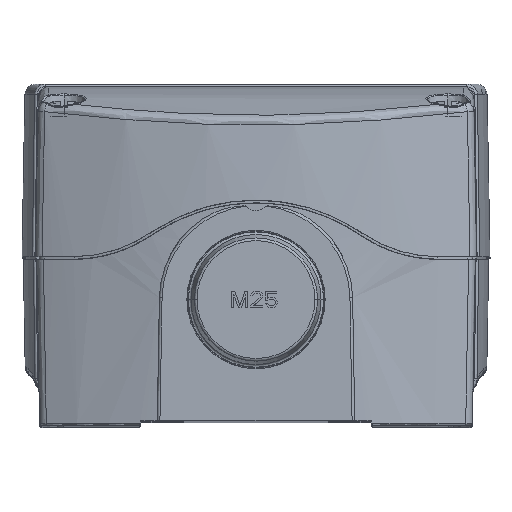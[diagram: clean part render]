
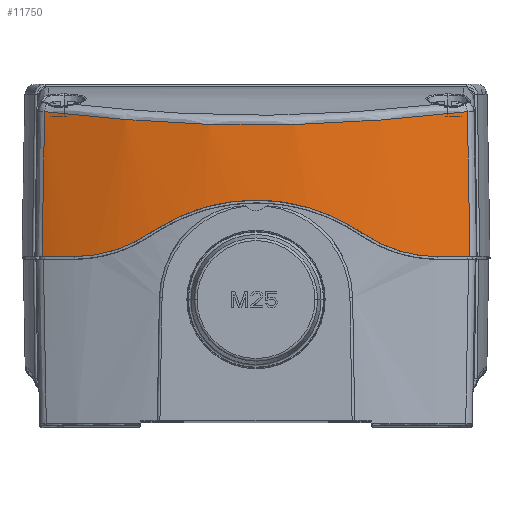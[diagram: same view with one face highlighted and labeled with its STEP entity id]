
A CAD part, top view. The second image highlights one B-rep face of the part: STEP entity #11750.
In plain terms, the highlighted conical face has half-angle 1 degrees and reference radius 103.852 mm.
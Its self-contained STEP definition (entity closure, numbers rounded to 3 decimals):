
#194=CARTESIAN_POINT('',(0.,0.,19.6));
#195=DIRECTION('',(0.,1.,0.));
#196=DIRECTION('',(-0.383,0.,0.924));
#197=AXIS2_PLACEMENT_3D('',#194,#195,#196);
#298=CARTESIAN_POINT('',(0.,0.,19.6));
#299=DIRECTION('',(0.,1.,0.));
#300=DIRECTION('',(0.326,0.,0.945));
#301=AXIS2_PLACEMENT_3D('',#298,#299,#300);
#743=CARTESIAN_POINT('',(39.376,27.007,115.442));
#744=CARTESIAN_POINT('',(36.791,26.723,116.51));
#745=CARTESIAN_POINT('',(31.578,26.171,118.417));
#746=CARTESIAN_POINT('',(23.687,25.456,120.609));
#747=CARTESIAN_POINT('',(15.782,24.912,122.148));
#748=CARTESIAN_POINT('',(7.888,24.573,123.059));
#749=CARTESIAN_POINT('',(0.,24.459,123.36));
#750=CARTESIAN_POINT('',(-7.888,24.573,123.059));
#751=CARTESIAN_POINT('',(-15.782,24.912,122.148));
#752=CARTESIAN_POINT('',(-23.687,25.456,120.609));
#753=CARTESIAN_POINT('',(-31.578,26.171,118.417));
#754=CARTESIAN_POINT('',(-36.791,26.723,116.51));
#755=CARTESIAN_POINT('',(-39.376,27.007,115.442));
#971=CARTESIAN_POINT('',(-39.376,27.007,115.442));
#972=CARTESIAN_POINT('',(-39.429,24.005,115.477));
#973=CARTESIAN_POINT('',(-39.535,17.997,115.547));
#974=CARTESIAN_POINT('',(-39.694,8.995,115.651));
#975=CARTESIAN_POINT('',(-39.8,2.997,115.721));
#976=CARTESIAN_POINT('',(-39.853,0.,
115.756));
#4034=CARTESIAN_POINT('',(19.78,4.375,121.713));
#4035=CARTESIAN_POINT('',(20.304,4.016,121.618));
#4036=CARTESIAN_POINT('',(21.379,3.338,121.413));
#4037=CARTESIAN_POINT('',(23.058,2.451,121.062));
#4038=CARTESIAN_POINT('',(24.792,1.696,120.667));
#4039=CARTESIAN_POINT('',(26.566,1.078,120.226));
#4040=CARTESIAN_POINT('',(28.37,0.597,119.741));
#4041=CARTESIAN_POINT('',(30.198,0.254,119.212));
#4042=CARTESIAN_POINT('',(32.044,0.046,118.638));
#4043=CARTESIAN_POINT('',(33.286,0.,118.224));
#4044=CARTESIAN_POINT('',(33.908,0.,118.009));
#4046=CARTESIAN_POINT('',(-19.78,4.375,121.713));
#4047=CARTESIAN_POINT('',(-18.6,5.183,121.927));
#4048=CARTESIAN_POINT('',(-16.155,6.645,122.332));
#4049=CARTESIAN_POINT('',(-12.303,8.356,122.836));
#4050=CARTESIAN_POINT('',(-8.294,9.588,123.215));
#4051=CARTESIAN_POINT('',(-4.196,10.331,123.45));
#4052=CARTESIAN_POINT('',(0.,10.584,123.531));
#4053=CARTESIAN_POINT('',(4.196,10.331,123.45));
#4054=CARTESIAN_POINT('',(8.294,9.588,123.215));
#4055=CARTESIAN_POINT('',(12.303,8.356,122.836));
#4056=CARTESIAN_POINT('',(16.154,6.645,122.332));
#4057=CARTESIAN_POINT('',(18.599,5.183,121.927));
#4058=CARTESIAN_POINT('',(19.78,4.375,121.713));
#4060=CARTESIAN_POINT('',(-33.908,0.,118.009));
#4061=CARTESIAN_POINT('',(-33.285,0.,118.224));
#4062=CARTESIAN_POINT('',(-32.038,0.047,
118.64));
#4063=CARTESIAN_POINT('',(-30.178,0.256,
119.218));
#4064=CARTESIAN_POINT('',(-28.338,0.604,
119.75));
#4065=CARTESIAN_POINT('',(-26.529,1.089,120.236));
#4066=CARTESIAN_POINT('',(-24.761,1.708,120.674));
#4067=CARTESIAN_POINT('',(-23.04,2.46,121.066));
#4068=CARTESIAN_POINT('',(-21.374,3.341,121.414));
#4069=CARTESIAN_POINT('',(-20.303,4.016,121.618));
#4070=CARTESIAN_POINT('',(-19.78,4.375,121.713));
#4072=CARTESIAN_POINT('',(39.376,27.007,115.442));
#4073=CARTESIAN_POINT('',(39.429,24.005,115.477));
#4074=CARTESIAN_POINT('',(39.535,17.997,115.547));
#4075=CARTESIAN_POINT('',(39.694,8.995,115.651));
#4076=CARTESIAN_POINT('',(39.8,2.997,115.721));
#4077=CARTESIAN_POINT('',(39.853,0.,
115.756));
#4628=VERTEX_POINT('',#4072);
#4629=VERTEX_POINT('',#4077);
#4633=VERTEX_POINT('',#755);
#4635=VERTEX_POINT('',#976);
#4744=VERTEX_POINT('',#4034);
#4745=VERTEX_POINT('',#4044);
#4746=VERTEX_POINT('',#4046);
#4747=VERTEX_POINT('',#4060);
#11734=CARTESIAN_POINT('',(0.,13.502,19.6));
#11735=DIRECTION('',(0.,-1.,0.));
#11736=DIRECTION('',(-1.,0.,0.));
#11737=AXIS2_PLACEMENT_3D('',#11734,#11735,#11736);
#11738=CONICAL_SURFACE('',#11737,103.852,1.);
#11739=ORIENTED_EDGE('',*,*,#7209,.F.);
#11740=ORIENTED_EDGE('',*,*,#11213,.F.);
#11741=ORIENTED_EDGE('',*,*,#5722,.F.);
#11742=ORIENTED_EDGE('',*,*,#5519,.F.);
#11743=ORIENTED_EDGE('',*,*,#6690,.F.);
#11744=ORIENTED_EDGE('',*,*,#6100,.F.);
#11746=ORIENTED_EDGE('',*,*,#11745,.T.);
#11747=ORIENTED_EDGE('',*,*,#5583,.F.);
#11748=EDGE_LOOP('',(#11739,#11740,#11741,#11742,#11743,#11744,#11746,#11747));
#11749=FACE_OUTER_BOUND('',#11748,.F.);
#11750=ADVANCED_FACE('',(#11749),#11738,.T.);
#198=CIRCLE('',#197,104.087);
#302=CIRCLE('',#301,104.087);
#756=B_SPLINE_CURVE_WITH_KNOTS('',3,(#743,#744,#745,#746,#747,#748,#749,#750,
#751,#752,#753,#754,#755),.UNSPECIFIED.,.F.,.F.,(4,1,1,1,1,1,1,1,1,1,4),(0.,
0.1,0.2,0.3,0.4,0.5,0.6,0.7,0.8,0.9,1.),.UNSPECIFIED.);
#977=B_SPLINE_CURVE_WITH_KNOTS('',3,(#971,#972,#973,#974,#975,#976),
.UNSPECIFIED.,.F.,.F.,(4,1,1,4),(0.,0.333,0.667,1.),
.UNSPECIFIED.);
#4045=B_SPLINE_CURVE_WITH_KNOTS('',3,(#4034,#4035,#4036,#4037,#4038,#4039,#4040,
#4041,#4042,#4043,#4044),.UNSPECIFIED.,.F.,.F.,(4,1,1,1,1,1,1,1,4),(0.,
0.125,0.25,0.375,0.5,0.625,0.75,0.875,1.),.UNSPECIFIED.);
#4059=B_SPLINE_CURVE_WITH_KNOTS('',3,(#4046,#4047,#4048,#4049,#4050,#4051,#4052,
#4053,#4054,#4055,#4056,#4057,#4058),.UNSPECIFIED.,.F.,.F.,(4,1,1,1,1,1,1,1,1,1,
4),(0.,0.1,0.2,0.3,0.4,0.5,0.6,0.7,0.8,0.9,1.),
.UNSPECIFIED.);
#4071=B_SPLINE_CURVE_WITH_KNOTS('',3,(#4060,#4061,#4062,#4063,#4064,#4065,#4066,
#4067,#4068,#4069,#4070),.UNSPECIFIED.,.F.,.F.,(4,1,1,1,1,1,1,1,4),(0.,
0.125,0.25,0.375,0.5,0.625,0.75,0.875,1.),.UNSPECIFIED.);
#4078=B_SPLINE_CURVE_WITH_KNOTS('',3,(#4072,#4073,#4074,#4075,#4076,#4077),
.UNSPECIFIED.,.F.,.F.,(4,1,1,4),(0.,0.333,0.667,1.),
.UNSPECIFIED.);
#5519=EDGE_CURVE('',#4635,#4747,#198,.T.);
#5583=EDGE_CURVE('',#4745,#4629,#302,.T.);
#5722=EDGE_CURVE('',#4747,#4746,#4071,.T.);
#6100=EDGE_CURVE('',#4628,#4633,#756,.T.);
#6690=EDGE_CURVE('',#4633,#4635,#977,.T.);
#7209=EDGE_CURVE('',#4744,#4745,#4045,.T.);
#11213=EDGE_CURVE('',#4746,#4744,#4059,.T.);
#11745=EDGE_CURVE('',#4628,#4629,#4078,.T.);
